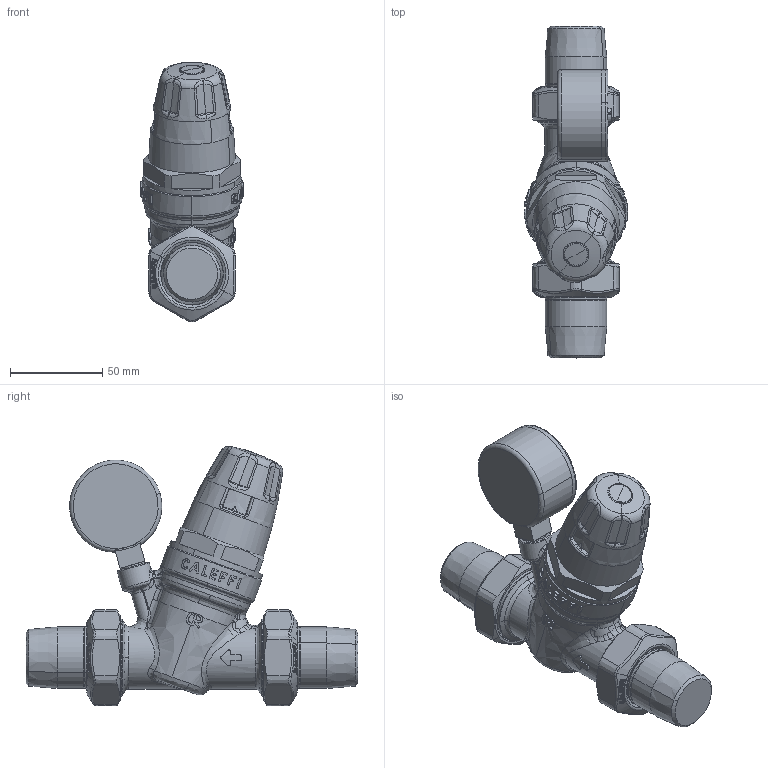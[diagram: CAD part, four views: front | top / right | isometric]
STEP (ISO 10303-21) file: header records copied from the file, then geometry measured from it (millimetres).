
FILE_DESCRIPTION(('CATIA V5 STEP Exchange'),'2;1');
FILE_NAME('STEP_535061_-_TST.stp','2017-03-24T07:18:09+00:00',('none'),('none'),'CATIA Version 5-6 Release 2014 SP5','CATIA V5 STEP AP203','none');
FILE_SCHEMA(('CONFIG_CONTROL_DESIGN'));
Products named in the file (1): 535061 - TST
Bounding box: 56 x 180 x 140.7 mm (x, y, z)
Volume: 415044.5 mm3; surface area: 68468.1 mm2
Topology: 3 solids, 20 shells, 2092 faces, 5051 edges, 2976 vertices
Faces by surface type: bspline 960, plane 540, cylinder 281, cone 135, sphere 124, torus 34, extrusion 12, revolution 6
Entity records: 105051 total; most frequent: CARTESIAN_POINT 67329, ORIENTED_EDGE 9854, EDGE_CURVE 4927, DIRECTION 3843, VERTEX_POINT 2976, B_SPLINE_CURVE_WITH_KNOTS 2765, EDGE_LOOP 2203, ADVANCED_FACE 2092
